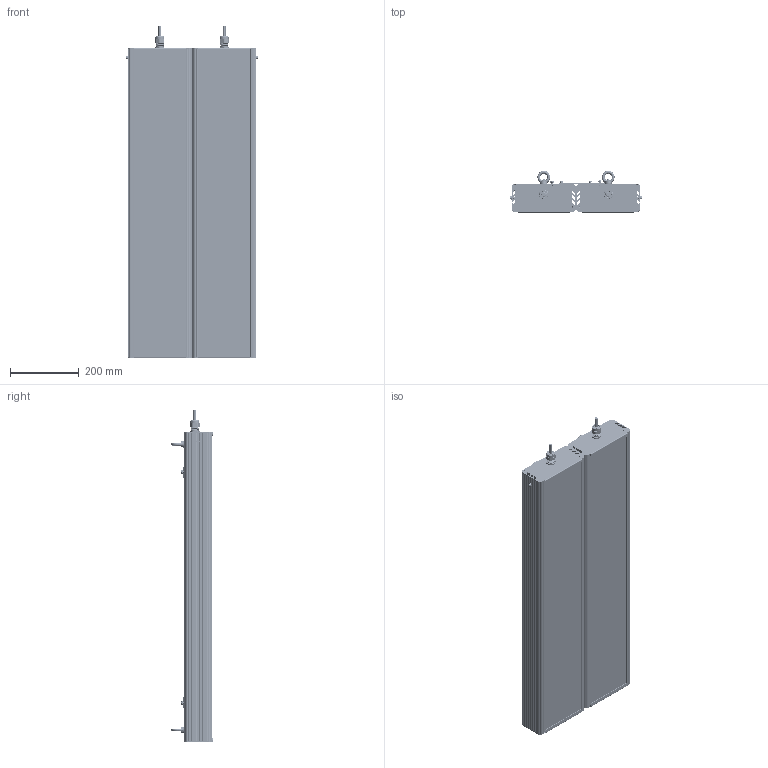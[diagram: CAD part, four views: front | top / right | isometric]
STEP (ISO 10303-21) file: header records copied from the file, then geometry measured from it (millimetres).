
FILE_DESCRIPTION(('STEP AP214'), '1');
FILE_NAME('001.0106.47.000 - ÃÑÏ-Ýêñòðà-1Åõ-240 (2õ120)', '2024-11-17T04:37:14', ('Ëóêîíèí Åâãåíèé'), ('ÎÊÁ Ñâîé Ñòèëü'), 'C3D Converter', 'C3D Toolkit', '');
FILE_SCHEMA(('AUTOMOTIVE_DESIGN { 1 0 10303 214 3 1 1}'));
Length unit declared in the file: millimetre
Products named in the file (37): 001.0106.47.000; 001.0065.02.000
Assembly tree (93 placements, depth 4):
  001.0106.47.000
    (unnamed)  x2
      (unnamed)
      (unnamed)
      (unnamed)
      (unnamed)
      (unnamed)
      (unnamed)
      (unnamed)
      (unnamed)
      (unnamed)
      (unnamed)
        (unnamed)
    (unnamed)  x24
      (unnamed)
      (unnamed)
      (unnamed)
      (unnamed)
      (unnamed)
      (unnamed)
      (unnamed)
      (unnamed)
      (unnamed)
    001.0065.02.000  x4
      (unnamed)
      (unnamed)
    (unnamed)  x2
    (unnamed)  x2
    (unnamed)  x2
      (unnamed)
      (unnamed)
      (unnamed)
      (unnamed)
      (unnamed)
      (unnamed)
      (unnamed)
      (unnamed)
Bounding box: 384.84 x 121.65 x 964.5 mm (x, y, z)
Volume: 5269821.7 mm3; surface area: 4018761.7 mm2
Topology: 848 solids, 848 shells, 8794 faces, 20330 edges, 13504 vertices
Faces by surface type: plane 6164, cylinder 2240, cone 230, bspline 118, sphere 24, torus 18
Full cylindrical faces by diameter (mm): 1 x24, 2 x48, 2.5 x96, 2.8 x600, 3.2 x24, 3.5 x120, 4 x26, 4.917 x8, 5 x4, 6 x14, 6.6 x8, 7 x4, 8 x24, 10 x2, 11 x8, 12.5 x2, 13 x2, 16 x2, 17 x2, 18 x2, 18.5 x2, 19 x2, 20 x2, 21.5 x2, 22 x4, 25.5 x2
Entity records: 74651 total; most frequent: CARTESIAN_POINT 35114, DIRECTION 7276, ORIENTED_EDGE 6144, EDGE_CURVE 3072, AXIS2_PLACEMENT_3D 2631, VERTEX_POINT 2120, LINE 2014, VECTOR 2014
